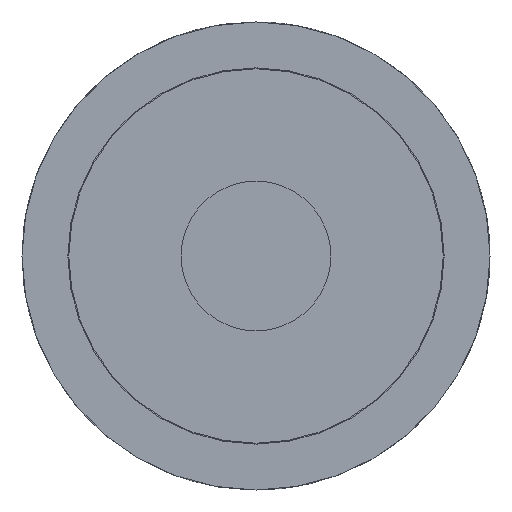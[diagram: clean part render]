
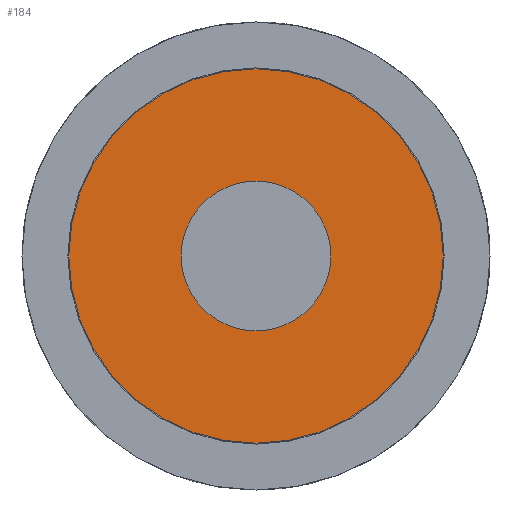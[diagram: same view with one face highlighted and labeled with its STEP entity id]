
A CAD part, front view. The second image highlights one B-rep face of the part: STEP entity #184.
In plain terms, the highlighted planar face has unit normal (0, -1, 0).
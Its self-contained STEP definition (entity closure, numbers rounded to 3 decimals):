
#18=FACE_BOUND('',#54,.T.);
#24=PLANE('',#229);
#37=FACE_OUTER_BOUND('',#53,.T.);
#53=EDGE_LOOP('',(#163));
#54=EDGE_LOOP('',(#164));
#57=CIRCLE('',#215,10.);
#62=CIRCLE('',#224,4.);
#90=VERTEX_POINT('',#372);
#95=VERTEX_POINT('',#388);
#107=EDGE_CURVE('',#90,#90,#57,.T.);
#114=EDGE_CURVE('',#95,#95,#62,.T.);
#163=ORIENTED_EDGE('',*,*,#107,.T.);
#164=ORIENTED_EDGE('',*,*,#114,.T.);
#184=ADVANCED_FACE('',(#37,#18),#24,.F.);
#215=AXIS2_PLACEMENT_3D('',#373,#248,#249);
#224=AXIS2_PLACEMENT_3D('',#389,#268,#269);
#229=AXIS2_PLACEMENT_3D('',#452,#281,#282);
#248=DIRECTION('center_axis',(0.,-1.,0.));
#249=DIRECTION('ref_axis',(-1.,0.,0.));
#268=DIRECTION('center_axis',(0.,1.,0.));
#269=DIRECTION('ref_axis',(1.,0.,0.));
#281=DIRECTION('center_axis',(0.,1.,0.));
#282=DIRECTION('ref_axis',(0.,0.,1.));
#372=CARTESIAN_POINT('',(10.,0.,0.));
#373=CARTESIAN_POINT('Origin',(0.,0.,0.));
#388=CARTESIAN_POINT('',(-4.,0.,0.));
#389=CARTESIAN_POINT('Origin',(0.,0.,0.));
#452=CARTESIAN_POINT('Origin',(0.,0.,0.));
